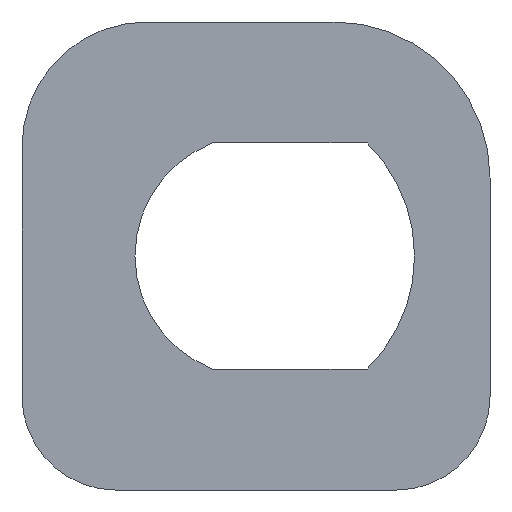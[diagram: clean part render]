
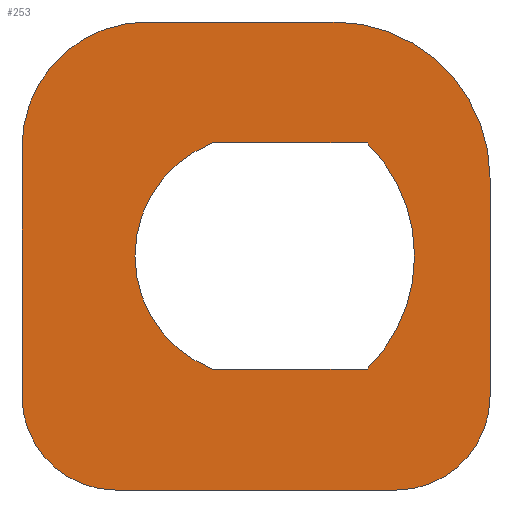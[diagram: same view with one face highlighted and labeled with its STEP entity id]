
A CAD part, front view. The second image highlights one B-rep face of the part: STEP entity #253.
In plain terms, the highlighted planar face has unit normal (0, -1, 0).
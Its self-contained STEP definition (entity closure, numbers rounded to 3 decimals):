
#21=FACE_BOUND('',#38,.T.);
#23=FACE_OUTER_BOUND('',#37,.T.);
#37=EDGE_LOOP('',(#173,#174,#175,#176,#177,#178,#179,#180));
#38=EDGE_LOOP('',(#181,#182,#183,#184));
#53=LINE('',#391,#77);
#54=LINE('',#395,#78);
#55=LINE('',#399,#79);
#56=LINE('',#402,#80);
#57=LINE('',#407,#81);
#58=LINE('',#410,#82);
#77=VECTOR('',#313,10.);
#78=VECTOR('',#316,10.);
#79=VECTOR('',#319,10.);
#80=VECTOR('',#322,10.);
#81=VECTOR('',#325,10.);
#82=VECTOR('',#328,10.);
#101=CIRCLE('',#282,15.);
#102=CIRCLE('',#283,15.);
#103=CIRCLE('',#284,25.);
#104=CIRCLE('',#285,20.);
#105=CIRCLE('',#286,19.4);
#106=CIRCLE('',#287,25.4);
#113=VERTEX_POINT('',#387);
#114=VERTEX_POINT('',#388);
#115=VERTEX_POINT('',#390);
#116=VERTEX_POINT('',#392);
#117=VERTEX_POINT('',#394);
#118=VERTEX_POINT('',#396);
#119=VERTEX_POINT('',#398);
#120=VERTEX_POINT('',#400);
#121=VERTEX_POINT('',#403);
#122=VERTEX_POINT('',#404);
#123=VERTEX_POINT('',#406);
#124=VERTEX_POINT('',#408);
#137=EDGE_CURVE('',#113,#114,#101,.T.);
#138=EDGE_CURVE('',#114,#115,#53,.T.);
#139=EDGE_CURVE('',#115,#116,#102,.T.);
#140=EDGE_CURVE('',#116,#117,#54,.T.);
#141=EDGE_CURVE('',#117,#118,#103,.T.);
#142=EDGE_CURVE('',#118,#119,#55,.T.);
#143=EDGE_CURVE('',#119,#120,#104,.T.);
#144=EDGE_CURVE('',#120,#113,#56,.T.);
#145=EDGE_CURVE('',#121,#122,#105,.T.);
#146=EDGE_CURVE('',#122,#123,#57,.T.);
#147=EDGE_CURVE('',#123,#124,#106,.T.);
#148=EDGE_CURVE('',#124,#121,#58,.T.);
#173=ORIENTED_EDGE('',*,*,#137,.T.);
#174=ORIENTED_EDGE('',*,*,#138,.T.);
#175=ORIENTED_EDGE('',*,*,#139,.T.);
#176=ORIENTED_EDGE('',*,*,#140,.T.);
#177=ORIENTED_EDGE('',*,*,#141,.T.);
#178=ORIENTED_EDGE('',*,*,#142,.T.);
#179=ORIENTED_EDGE('',*,*,#143,.T.);
#180=ORIENTED_EDGE('',*,*,#144,.T.);
#181=ORIENTED_EDGE('',*,*,#145,.T.);
#182=ORIENTED_EDGE('',*,*,#146,.T.);
#183=ORIENTED_EDGE('',*,*,#147,.T.);
#184=ORIENTED_EDGE('',*,*,#148,.T.);
#245=PLANE('',#281);
#253=ADVANCED_FACE('',(#23,#21),#245,.F.);
#281=AXIS2_PLACEMENT_3D('',#386,#309,#310);
#282=AXIS2_PLACEMENT_3D('',#389,#311,#312);
#283=AXIS2_PLACEMENT_3D('',#393,#314,#315);
#284=AXIS2_PLACEMENT_3D('',#397,#317,#318);
#285=AXIS2_PLACEMENT_3D('',#401,#320,#321);
#286=AXIS2_PLACEMENT_3D('',#405,#323,#324);
#287=AXIS2_PLACEMENT_3D('',#409,#326,#327);
#309=DIRECTION('center_axis',(0.,1.,0.));
#310=DIRECTION('ref_axis',(1.,0.,0.));
#311=DIRECTION('center_axis',(0.,-1.,0.));
#312=DIRECTION('ref_axis',(0.,0.,-1.));
#313=DIRECTION('',(1.,0.,0.));
#314=DIRECTION('center_axis',(0.,-1.,0.));
#315=DIRECTION('ref_axis',(1.,0.,0.));
#316=DIRECTION('',(0.,0.,1.));
#317=DIRECTION('center_axis',(0.,-1.,0.));
#318=DIRECTION('ref_axis',(0.,0.,1.));
#319=DIRECTION('',(-1.,0.,0.));
#320=DIRECTION('center_axis',(0.,-1.,0.));
#321=DIRECTION('ref_axis',(-1.,0.,0.));
#322=DIRECTION('',(0.,0.,-1.));
#323=DIRECTION('center_axis',(0.,1.,0.));
#324=DIRECTION('ref_axis',(-0.358,0.,-0.934));
#325=DIRECTION('',(1.,0.,0.));
#326=DIRECTION('center_axis',(0.,1.,0.));
#327=DIRECTION('ref_axis',(1.,0.,0.));
#328=DIRECTION('',(-1.,0.,0.));
#386=CARTESIAN_POINT('Origin',(0.,-0.546,0.));
#387=CARTESIAN_POINT('',(-37.5,-0.546,-22.5));
#388=CARTESIAN_POINT('',(-22.5,-0.546,-37.5));
#389=CARTESIAN_POINT('Origin',(-22.5,-0.546,-22.5));
#390=CARTESIAN_POINT('',(22.5,-0.546,-37.5));
#391=CARTESIAN_POINT('',(22.5,-0.546,-37.5));
#392=CARTESIAN_POINT('',(37.5,-0.546,-22.5));
#393=CARTESIAN_POINT('Origin',(22.5,-0.546,-22.5));
#394=CARTESIAN_POINT('',(37.5,-0.546,12.5));
#395=CARTESIAN_POINT('',(37.5,-0.546,12.5));
#396=CARTESIAN_POINT('',(12.5,-0.546,37.5));
#397=CARTESIAN_POINT('Origin',(12.5,-0.546,12.5));
#398=CARTESIAN_POINT('',(-17.5,-0.546,37.5));
#399=CARTESIAN_POINT('',(-17.5,-0.546,37.5));
#400=CARTESIAN_POINT('',(-37.5,-0.546,17.5));
#401=CARTESIAN_POINT('Origin',(-17.5,-0.546,17.5));
#402=CARTESIAN_POINT('',(-37.5,-0.546,-22.5));
#403=CARTESIAN_POINT('',(-6.943,-0.546,-18.115));
#404=CARTESIAN_POINT('',(-6.943,-0.546,18.115));
#405=CARTESIAN_POINT('Origin',(0.,-0.546,0.));
#406=CARTESIAN_POINT('',(17.805,-0.546,18.115));
#407=CARTESIAN_POINT('',(-6.943,-0.546,18.115));
#408=CARTESIAN_POINT('',(17.805,-0.546,-18.115));
#409=CARTESIAN_POINT('Origin',(0.,-0.546,0.));
#410=CARTESIAN_POINT('',(-6.943,-0.546,-18.115));
